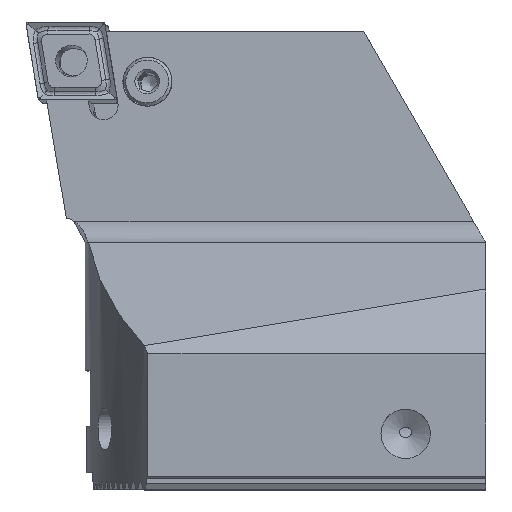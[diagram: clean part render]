
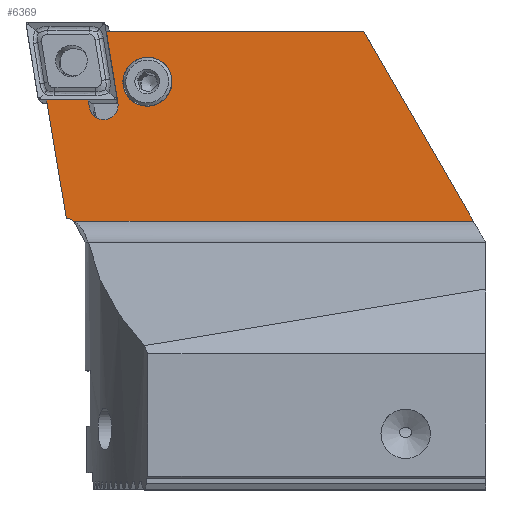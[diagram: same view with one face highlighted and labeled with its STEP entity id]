
A CAD part, top view. The second image highlights one B-rep face of the part: STEP entity #6369.
In plain terms, the highlighted planar face has unit normal (-0.121, 0.122, 0.985).
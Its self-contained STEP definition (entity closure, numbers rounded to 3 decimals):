
#64 = CARTESIAN_POINT ( 'NONE',  ( 6.514, -31.788, 4.428 ) ) ;
#86 = ORIENTED_EDGE ( 'NONE', *, *, #3045, .F. ) ;
#103 = CARTESIAN_POINT ( 'NONE',  ( 7.361, -32.048, 4.564 ) ) ;
#582 = CARTESIAN_POINT ( 'NONE',  ( 12.996, -1.5, 1.477 ) ) ;
#750 = CARTESIAN_POINT ( 'NONE',  ( 3.3, -12.642, 1.665 ) ) ;
#762 = VECTOR ( 'NONE', #4369, 1000. ) ;
#1035 = CARTESIAN_POINT ( 'NONE',  ( 14.372, -10.029, 2.701 ) ) ;
#1117 = B_SPLINE_CURVE_WITH_KNOTS ( 'NONE', 3,
 ( #7238, #103, #7309, #64 ),
 .UNSPECIFIED., .F., .F.,
 ( 4, 4 ),
 ( 0., 0.002 ),
 .UNSPECIFIED. ) ;
#1164 = ORIENTED_EDGE ( 'NONE', *, *, #7553, .F. ) ;
#1349 = DIRECTION ( 'NONE',  ( 0.158, -0.977, 0.14 ) ) ;
#1407 = VECTOR ( 'NONE', #7095, 1000. ) ;
#1452 = CARTESIAN_POINT ( 'NONE',  ( 6.514, -31.788, 4.428 ) ) ;
#1487 = VERTEX_POINT ( 'NONE', #3129 ) ;
#1655 = ORIENTED_EDGE ( 'NONE', *, *, #7498, .F. ) ;
#1736 = CIRCLE ( 'NONE', #9721, 4. ) ;
#1756 = LINE ( 'NONE', #9165, #762 ) ;
#2262 = VERTEX_POINT ( 'NONE', #10049 ) ;
#2348 = VECTOR ( 'NONE', #1349, 1000. ) ;
#2470 = EDGE_CURVE ( 'NONE', #4748, #9459, #5942, .T. ) ;
#2498 = ORIENTED_EDGE ( 'NONE', *, *, #6563, .F. ) ;
#2589 = DIRECTION ( 'NONE',  ( -0.121, 0.122, 0.985 ) ) ;
#2811 = CARTESIAN_POINT ( 'NONE',  ( 14.87, -13.111, 3.143 ) ) ;
#2843 = LINE ( 'NONE', #1035, #4993 ) ;
#2905 = CARTESIAN_POINT ( 'NONE',  ( 9.766, -10.839, 2.235 ) ) ;
#3004 = LINE ( 'NONE', #9921, #9139 ) ;
#3045 = EDGE_CURVE ( 'NONE', #9815, #5091, #1117, .T. ) ;
#3058 = ORIENTED_EDGE ( 'NONE', *, *, #2470, .F. ) ;
#3129 = CARTESIAN_POINT ( 'NONE',  ( 10.057, -12.642, 2.494 ) ) ;
#3350 = FACE_BOUND ( 'NONE', #9553, .T. ) ;
#3414 = DIRECTION ( 'NONE',  ( 0., -0.992, 0.123 ) ) ;
#3485 = VERTEX_POINT ( 'NONE', #750 ) ;
#3589 = FACE_OUTER_BOUND ( 'NONE', #5944, .T. ) ;
#3685 = CARTESIAN_POINT ( 'NONE',  ( 19.646, -9.667, 3.304 ) ) ;
#4068 = EDGE_CURVE ( 'NONE', #9274, #9815, #8061, .T. ) ;
#4241 = ORIENTED_EDGE ( 'NONE', *, *, #6376, .F. ) ;
#4369 = DIRECTION ( 'NONE',  ( 0.993, 0., 0.122 ) ) ;
#4438 = ORIENTED_EDGE ( 'NONE', *, *, #4876, .T. ) ;
#4748 = VERTEX_POINT ( 'NONE', #8056 ) ;
#4876 = EDGE_CURVE ( 'NONE', #6720, #9218, #3004, .T. ) ;
#4904 = DIRECTION ( 'NONE',  ( -0.121, 0.122, 0.985 ) ) ;
#4993 = VECTOR ( 'NONE', #5808, 1000. ) ;
#5017 = PLANE ( 'NONE',  #5026 ) ;
#5026 = AXIS2_PLACEMENT_3D ( 'NONE', #5938, #2589, #3414 ) ;
#5091 = VERTEX_POINT ( 'NONE', #8150 ) ;
#5330 = EDGE_CURVE ( 'NONE', #3485, #1487, #1756, .T. ) ;
#5361 = CARTESIAN_POINT ( 'NONE',  ( 77.181, -32.275, 13.165 ) ) ;
#5456 = CARTESIAN_POINT ( 'NONE',  ( 3.3, -12.642, 1.665 ) ) ;
#5493 = CARTESIAN_POINT ( 'NONE',  ( 72.472, -32.275, 12.587 ) ) ;
#5808 = DIRECTION ( 'NONE',  ( -0.158, 0.977, -0.14 ) ) ;
#5938 = CARTESIAN_POINT ( 'NONE',  ( 77.681, 1.105, 9.097 ) ) ;
#5942 = CIRCLE ( 'NONE', #7779, 2.35 ) ;
#5944 = EDGE_LOOP ( 'NONE', ( #86, #7102, #1655, #4438, #4241, #3058, #1164, #8213, #2498 ) ) ;
#6230 = CARTESIAN_POINT ( 'NONE',  ( 4.352, -19.027, 2.584 ) ) ;
#6242 = DIRECTION ( 'NONE',  ( 0.493, -0.854, 0.166 ) ) ;
#6369 = ADVANCED_FACE ( 'NONE', ( #3589, #3350 ), #5017, .T. ) ;
#6376 = EDGE_CURVE ( 'NONE', #9459, #9218, #2843, .T. ) ;
#6563 = EDGE_CURVE ( 'NONE', #5091, #3485, #8541, .T. ) ;
#6720 = VERTEX_POINT ( 'NONE', #7766 ) ;
#7095 = DIRECTION ( 'NONE',  ( -0.993, 0., -0.122 ) ) ;
#7102 = ORIENTED_EDGE ( 'NONE', *, *, #4068, .F. ) ;
#7238 = CARTESIAN_POINT ( 'NONE',  ( 7.741, -32.275, 4.639 ) ) ;
#7309 = CARTESIAN_POINT ( 'NONE',  ( 6.95, -31.884, 4.493 ) ) ;
#7476 = EDGE_CURVE ( 'NONE', #2262, #2262, #1736, .T. ) ;
#7498 = EDGE_CURVE ( 'NONE', #6720, #9274, #9485, .T. ) ;
#7553 = EDGE_CURVE ( 'NONE', #1487, #4748, #7721, .T. ) ;
#7721 = LINE ( 'NONE', #2905, #2348 ) ;
#7736 = CARTESIAN_POINT ( 'NONE',  ( 5.423, -25.41, 3.505 ) ) ;
#7766 = CARTESIAN_POINT ( 'NONE',  ( 54.704, -1.5, 6.598 ) ) ;
#7779 = AXIS2_PLACEMENT_3D ( 'NONE', #8790, #4904, #8138 ) ;
#7866 = DIRECTION ( 'NONE',  ( -0.121, 0.122, 0.985 ) ) ;
#7870 = ORIENTED_EDGE ( 'NONE', *, *, #7476, .F. ) ;
#8056 = CARTESIAN_POINT ( 'NONE',  ( 10.263, -13.921, 2.678 ) ) ;
#8061 = LINE ( 'NONE', #5361, #1407 ) ;
#8138 = DIRECTION ( 'NONE',  ( 0., -0.992, 0.123 ) ) ;
#8150 = CARTESIAN_POINT ( 'NONE',  ( 6.514, -31.788, 4.428 ) ) ;
#8213 = ORIENTED_EDGE ( 'NONE', *, *, #5330, .F. ) ;
#8240 = VECTOR ( 'NONE', #6242, 1000. ) ;
#8541 = B_SPLINE_CURVE_WITH_KNOTS ( 'NONE', 3,
 ( #1452, #7736, #6230, #5456 ),
 .UNSPECIFIED., .F., .F.,
 ( 4, 4 ),
 ( 0., 0.02 ),
 .UNSPECIFIED. ) ;
#8573 = DIRECTION ( 'NONE',  ( -0.993, 0., -0.122 ) ) ;
#8790 = CARTESIAN_POINT ( 'NONE',  ( 12.567, -13.516, 2.91 ) ) ;
#9045 = CARTESIAN_POINT ( 'NONE',  ( 7.741, -32.275, 4.639 ) ) ;
#9139 = VECTOR ( 'NONE', #8573, 1000. ) ;
#9165 = CARTESIAN_POINT ( 'NONE',  ( 77.475, -12.642, 10.772 ) ) ;
#9218 = VERTEX_POINT ( 'NONE', #582 ) ;
#9274 = VERTEX_POINT ( 'NONE', #5493 ) ;
#9419 = CARTESIAN_POINT ( 'NONE',  ( 59.397, -9.63, 8.18 ) ) ;
#9459 = VERTEX_POINT ( 'NONE', #2811 ) ;
#9485 = LINE ( 'NONE', #9419, #8240 ) ;
#9553 = EDGE_LOOP ( 'NONE', ( #7870 ) ) ;
#9721 = AXIS2_PLACEMENT_3D ( 'NONE', #3685, #7866, #10200 ) ;
#9815 = VERTEX_POINT ( 'NONE', #9045 ) ;
#9921 = CARTESIAN_POINT ( 'NONE',  ( 0.014, -1.5, -0.117 ) ) ;
#10049 = CARTESIAN_POINT ( 'NONE',  ( 19.646, -13.637, 3.795 ) ) ;
#10200 = DIRECTION ( 'NONE',  ( 0., -0.992, 0.123 ) ) ;
